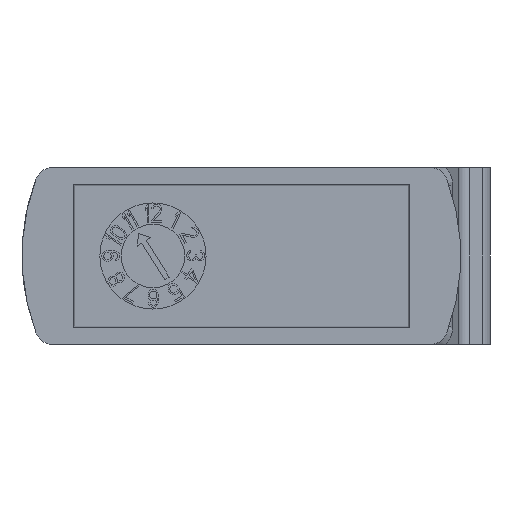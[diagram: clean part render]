
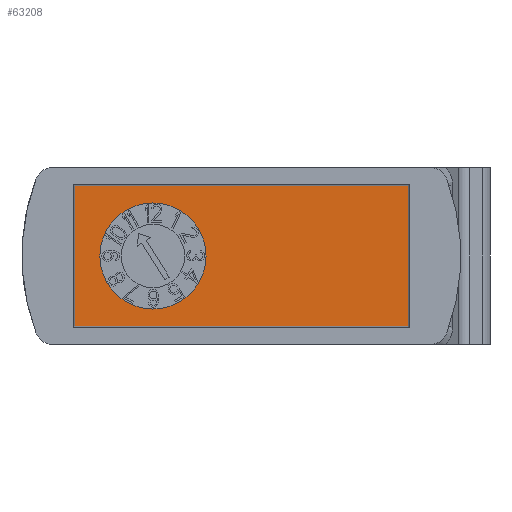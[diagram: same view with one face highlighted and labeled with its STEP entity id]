
A CAD part, front view. The second image highlights one B-rep face of the part: STEP entity #63208.
In plain terms, the highlighted planar face has unit normal (0, -1, 0).
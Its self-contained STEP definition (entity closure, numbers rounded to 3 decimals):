
#2505=DIRECTION('',(0.,0.,-1.));
#2506=VECTOR('',#2505,7.95);
#2507=CARTESIAN_POINT('',(-9.425,0.8,3.975));
#2508=LINE('',#2507,#2506);
#2509=DIRECTION('',(-1.,0.,0.));
#2510=VECTOR('',#2509,18.85);
#2511=CARTESIAN_POINT('',(9.425,0.8,3.975));
#2512=LINE('',#2511,#2510);
#2513=DIRECTION('',(0.,0.,-1.));
#2514=VECTOR('',#2513,7.95);
#2515=CARTESIAN_POINT('',(9.425,0.8,3.975));
#2516=LINE('',#2515,#2514);
#2517=DIRECTION('',(-1.,0.,0.));
#2518=VECTOR('',#2517,18.85);
#2519=CARTESIAN_POINT('',(9.425,0.8,-3.975));
#2520=LINE('',#2519,#2518);
#2521=CARTESIAN_POINT('',(-5.,0.8,0.));
#2522=DIRECTION('',(0.,1.,0.));
#2523=DIRECTION('',(-1.,0.,0.));
#2524=AXIS2_PLACEMENT_3D('',#2521,#2522,#2523);
#2526=CARTESIAN_POINT('',(-5.,0.8,0.));
#2527=DIRECTION('',(0.,1.,0.));
#2528=DIRECTION('',(1.,0.,0.));
#2529=AXIS2_PLACEMENT_3D('',#2526,#2527,#2528);
#52050=CARTESIAN_POINT('',(-9.425,0.8,3.975));
#52051=CARTESIAN_POINT('',(-9.425,0.8,-3.975));
#52052=VERTEX_POINT('',#52050);
#52053=VERTEX_POINT('',#52051);
#52054=CARTESIAN_POINT('',(9.425,0.8,3.975));
#52055=CARTESIAN_POINT('',(9.425,0.8,-3.975));
#52056=VERTEX_POINT('',#52054);
#52057=VERTEX_POINT('',#52055);
#52062=CARTESIAN_POINT('',(-8.,0.8,0.));
#52063=CARTESIAN_POINT('',(-2.,0.8,0.));
#52064=VERTEX_POINT('',#52062);
#52065=VERTEX_POINT('',#52063);
#63191=CARTESIAN_POINT('',(0.,0.8,0.));
#63192=DIRECTION('',(0.,-1.,0.));
#63193=DIRECTION('',(-1.,0.,0.));
#63194=AXIS2_PLACEMENT_3D('',#63191,#63192,#63193);
#63195=PLANE('',#63194);
#63196=ORIENTED_EDGE('',*,*,#63157,.F.);
#63197=ORIENTED_EDGE('',*,*,#63173,.F.);
#63198=ORIENTED_EDGE('',*,*,#63184,.T.);
#63199=ORIENTED_EDGE('',*,*,#63142,.T.);
#63200=EDGE_LOOP('',(#63196,#63197,#63198,#63199));
#63201=FACE_OUTER_BOUND('',#63200,.F.);
#63203=ORIENTED_EDGE('',*,*,#63202,.F.);
#63205=ORIENTED_EDGE('',*,*,#63204,.F.);
#63206=EDGE_LOOP('',(#63203,#63205));
#63207=FACE_BOUND('',#63206,.F.);
#63208=ADVANCED_FACE('',(#63201,#63207),#63195,.T.);
#2525=CIRCLE('',#2524,3.);
#2530=CIRCLE('',#2529,3.);
#63142=EDGE_CURVE('',#52057,#52053,#2520,.T.);
#63157=EDGE_CURVE('',#52052,#52053,#2508,.T.);
#63173=EDGE_CURVE('',#52056,#52052,#2512,.T.);
#63184=EDGE_CURVE('',#52056,#52057,#2516,.T.);
#63202=EDGE_CURVE('',#52064,#52065,#2525,.T.);
#63204=EDGE_CURVE('',#52065,#52064,#2530,.T.);
